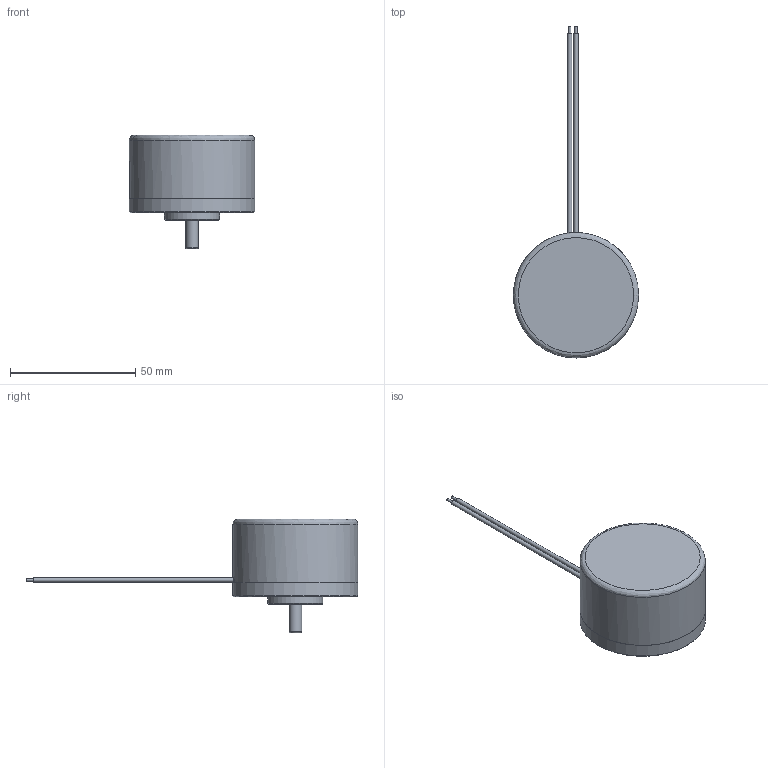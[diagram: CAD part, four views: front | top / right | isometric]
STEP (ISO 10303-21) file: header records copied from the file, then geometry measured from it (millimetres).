
FILE_DESCRIPTION (( 'STEP AP203' ), '1' );
FILE_NAME ('BF5031.STEP', '2025-12-02T10:03:21', ( 'Windows 蚚誧' ), ( 'Organization' ), 'SwSTEP 2.0', 'SolidWorks 2024', '' );
FILE_SCHEMA (( 'CONFIG_CONTROL_DESIGN' ));
Length unit declared in the file: millimetre
Products named in the file (1): BF5031
Bounding box: 50 x 132.5 x 45.5 mm (x, y, z)
Volume: 15027.5 mm3; surface area: 22197 mm2
Topology: 6 solids, 6 shells, 116 faces, 261 edges, 170 vertices
Faces by surface type: plane 54, cylinder 44, cone 10, bspline 6, torus 2
Full cylindrical faces by diameter (mm): 1 x2, 1.7 x2, 2 x2, 3.3 x4, 5 x2, 7.8 x2, 9.5 x1, 11 x1, 13 x1, 13.41 x2, 13.5 x1, 14 x1, 14.3 x1, 16 x2, 22 x1, 46 x1, 47.9 x2, 48.2 x1, 50 x2
Entity records: 3951 total; most frequent: CARTESIAN_POINT 1520, DIRECTION 486, ORIENTED_EDGE 410, AXIS2_PLACEMENT_3D 208, EDGE_CURVE 205, EDGE_LOOP 187, VERTEX_POINT 160, FACE_OUTER_BOUND 155
